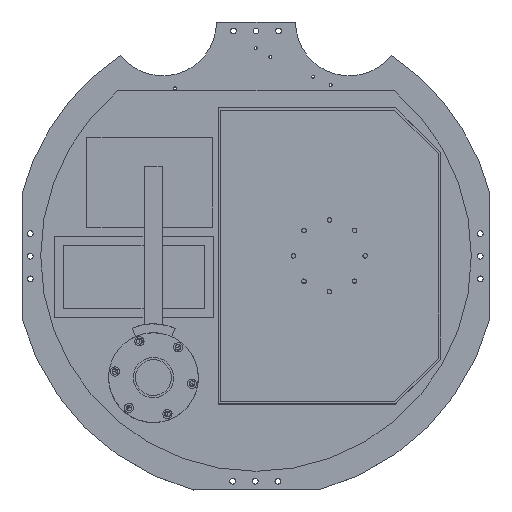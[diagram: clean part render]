
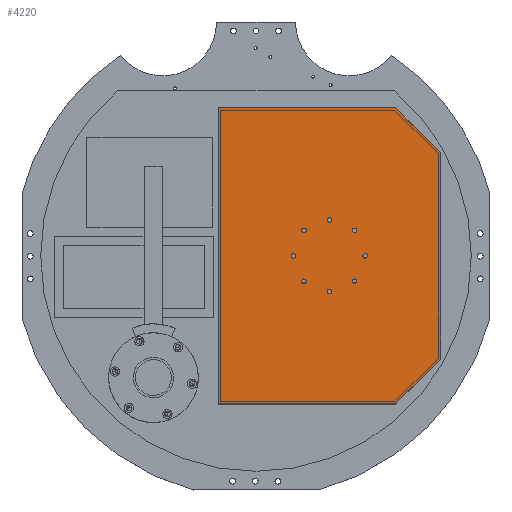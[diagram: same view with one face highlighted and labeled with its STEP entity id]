
A CAD part, top view. The second image highlights one B-rep face of the part: STEP entity #4220.
In plain terms, the highlighted face is planar.
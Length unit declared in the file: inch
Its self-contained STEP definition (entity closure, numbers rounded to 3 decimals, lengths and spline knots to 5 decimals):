
#1555=CIRCLE('',#24012,0.0625);
#1556=CIRCLE('',#24013,0.0625);
#1557=CIRCLE('',#24014,0.0625);
#1558=CIRCLE('',#24015,0.0625);
#1559=CIRCLE('',#24016,0.0625);
#1560=CIRCLE('',#24017,0.0625);
#1561=CIRCLE('',#24018,0.0625);
#1562=CIRCLE('',#24019,0.0625);
#2816=FACE_BOUND('',#7265,.T.);
#2817=FACE_BOUND('',#7266,.T.);
#2818=FACE_BOUND('',#7267,.T.);
#2819=FACE_BOUND('',#7268,.T.);
#2820=FACE_BOUND('',#7269,.T.);
#2821=FACE_BOUND('',#7270,.T.);
#2822=FACE_BOUND('',#7271,.T.);
#2823=FACE_BOUND('',#7272,.T.);
#2824=FACE_BOUND('',#7273,.T.);
#4220=ADVANCED_FACE('',(#2816,#2817,#2818,#2819,#2820,#2821,#2822,#2823,
#2824),#5525,.F.);
#5525=PLANE('',#24020);
#7265=EDGE_LOOP('',(#9327));
#7266=EDGE_LOOP('',(#9328));
#7267=EDGE_LOOP('',(#9329));
#7268=EDGE_LOOP('',(#9330));
#7269=EDGE_LOOP('',(#9331));
#7270=EDGE_LOOP('',(#9332));
#7271=EDGE_LOOP('',(#9333));
#7272=EDGE_LOOP('',(#9334));
#7273=EDGE_LOOP('',(#9335,#9336,#9337,#9338,#9339,#9340));
#9327=ORIENTED_EDGE('',*,*,#17565,.F.);
#9328=ORIENTED_EDGE('',*,*,#17566,.F.);
#9329=ORIENTED_EDGE('',*,*,#17567,.F.);
#9330=ORIENTED_EDGE('',*,*,#17568,.F.);
#9331=ORIENTED_EDGE('',*,*,#17569,.F.);
#9332=ORIENTED_EDGE('',*,*,#17570,.F.);
#9333=ORIENTED_EDGE('',*,*,#17571,.F.);
#9334=ORIENTED_EDGE('',*,*,#17572,.F.);
#9335=ORIENTED_EDGE('',*,*,#17573,.F.);
#9336=ORIENTED_EDGE('',*,*,#17574,.F.);
#9337=ORIENTED_EDGE('',*,*,#17575,.F.);
#9338=ORIENTED_EDGE('',*,*,#17576,.F.);
#9339=ORIENTED_EDGE('',*,*,#17577,.F.);
#9340=ORIENTED_EDGE('',*,*,#17578,.F.);
#15427=VERTEX_POINT('',#33709);
#15428=VERTEX_POINT('',#33711);
#15429=VERTEX_POINT('',#33713);
#15430=VERTEX_POINT('',#33715);
#15431=VERTEX_POINT('',#33717);
#15432=VERTEX_POINT('',#33719);
#15433=VERTEX_POINT('',#33721);
#15434=VERTEX_POINT('',#33723);
#15435=VERTEX_POINT('',#33725);
#15436=VERTEX_POINT('',#33726);
#15437=VERTEX_POINT('',#33728);
#15438=VERTEX_POINT('',#33730);
#15439=VERTEX_POINT('',#33732);
#15440=VERTEX_POINT('',#33734);
#17565=EDGE_CURVE('',#15427,#15427,#1555,.T.);
#17566=EDGE_CURVE('',#15428,#15428,#1556,.T.);
#17567=EDGE_CURVE('',#15429,#15429,#1557,.T.);
#17568=EDGE_CURVE('',#15430,#15430,#1558,.T.);
#17569=EDGE_CURVE('',#15431,#15431,#1559,.T.);
#17570=EDGE_CURVE('',#15432,#15432,#1560,.T.);
#17571=EDGE_CURVE('',#15433,#15433,#1561,.T.);
#17572=EDGE_CURVE('',#15434,#15434,#1562,.T.);
#17573=EDGE_CURVE('',#15435,#15436,#20664,.T.);
#17574=EDGE_CURVE('',#15437,#15435,#20665,.T.);
#17575=EDGE_CURVE('',#15438,#15437,#20666,.T.);
#17576=EDGE_CURVE('',#15439,#15438,#20667,.T.);
#17577=EDGE_CURVE('',#15440,#15439,#20668,.T.);
#17578=EDGE_CURVE('',#15436,#15440,#20669,.T.);
#20664=LINE('',#33724,#22359);
#20665=LINE('',#33727,#22360);
#20666=LINE('',#33729,#22361);
#20667=LINE('',#33731,#22362);
#20668=LINE('',#33733,#22363);
#20669=LINE('',#33735,#22364);
#22359=VECTOR('',#26784,1.);
#22360=VECTOR('',#26785,1.);
#22361=VECTOR('',#26786,1.);
#22362=VECTOR('',#26787,1.);
#22363=VECTOR('',#26788,1.);
#22364=VECTOR('',#26789,1.);
#24012=AXIS2_PLACEMENT_3D('',#33708,#26768,#26769);
#24013=AXIS2_PLACEMENT_3D('',#33710,#26770,#26771);
#24014=AXIS2_PLACEMENT_3D('',#33712,#26772,#26773);
#24015=AXIS2_PLACEMENT_3D('',#33714,#26774,#26775);
#24016=AXIS2_PLACEMENT_3D('',#33716,#26776,#26777);
#24017=AXIS2_PLACEMENT_3D('',#33718,#26778,#26779);
#24018=AXIS2_PLACEMENT_3D('',#33720,#26780,#26781);
#24019=AXIS2_PLACEMENT_3D('',#33722,#26782,#26783);
#24020=AXIS2_PLACEMENT_3D('',#33736,#26790,#26791);
#26768=DIRECTION('',(-1.,0.,0.));
#26769=DIRECTION('',(0.,0.707,-0.707));
#26770=DIRECTION('',(-1.,0.,0.));
#26771=DIRECTION('',(0.,0.707,-0.707));
#26772=DIRECTION('',(-1.,0.,0.));
#26773=DIRECTION('',(0.,0.707,-0.707));
#26774=DIRECTION('',(-1.,0.,0.));
#26775=DIRECTION('',(0.,0.707,-0.707));
#26776=DIRECTION('',(-1.,0.,0.));
#26777=DIRECTION('',(0.,0.707,-0.707));
#26778=DIRECTION('',(-1.,0.,0.));
#26779=DIRECTION('',(0.,0.707,-0.707));
#26780=DIRECTION('',(-1.,0.,0.));
#26781=DIRECTION('',(0.,0.707,-0.707));
#26782=DIRECTION('',(-1.,0.,0.));
#26783=DIRECTION('',(0.,0.707,-0.707));
#26784=DIRECTION('',(0.,0.707,-0.707));
#26785=DIRECTION('',(0.,0.,-1.));
#26786=DIRECTION('',(0.,-1.,0.));
#26787=DIRECTION('',(0.,0.,1.));
#26788=DIRECTION('',(0.,0.707,0.707));
#26789=DIRECTION('',(0.,1.,0.));
#26790=DIRECTION('',(1.,0.,0.));
#26791=DIRECTION('',(0.,0.,1.));
#33708=CARTESIAN_POINT('',(0.,0.,1.));
#33709=CARTESIAN_POINT('',(0.,0.04419,0.95581));
#33710=CARTESIAN_POINT('',(0.,-0.70711,0.70711));
#33711=CARTESIAN_POINT('',(0.,-0.66291,0.66291));
#33712=CARTESIAN_POINT('',(0.,-1.,0.));
#33713=CARTESIAN_POINT('',(0.,-0.95581,-0.04419));
#33714=CARTESIAN_POINT('',(0.,-0.70711,-0.70711));
#33715=CARTESIAN_POINT('',(0.,-0.66291,-0.7513));
#33716=CARTESIAN_POINT('',(0.,0.,-1.));
#33717=CARTESIAN_POINT('',(0.,0.04419,-1.04419));
#33718=CARTESIAN_POINT('',(0.,0.70711,-0.70711));
#33719=CARTESIAN_POINT('',(0.,0.7513,-0.7513));
#33720=CARTESIAN_POINT('',(0.,1.,0.));
#33721=CARTESIAN_POINT('',(0.,1.04419,-0.04419));
#33722=CARTESIAN_POINT('',(0.,0.70711,0.70711));
#33723=CARTESIAN_POINT('',(0.,0.7513,0.66291));
#33724=CARTESIAN_POINT('',(0.,-4.125,-1.85));
#33725=CARTESIAN_POINT('',(0.,-4.125,-1.85));
#33726=CARTESIAN_POINT('',(0.,-2.875,-3.1));
#33727=CARTESIAN_POINT('',(0.,-4.125,3.1));
#33728=CARTESIAN_POINT('',(0.,-4.125,3.1));
#33729=CARTESIAN_POINT('',(0.,4.125,3.1));
#33730=CARTESIAN_POINT('',(0.,4.125,3.1));
#33731=CARTESIAN_POINT('',(0.,4.125,-3.1));
#33732=CARTESIAN_POINT('',(0.,4.125,-1.85));
#33733=CARTESIAN_POINT('',(0.,2.875,-3.1));
#33734=CARTESIAN_POINT('',(0.,2.875,-3.1));
#33735=CARTESIAN_POINT('',(0.,-4.125,-3.1));
#33736=CARTESIAN_POINT('',(0.,0.,0.));
